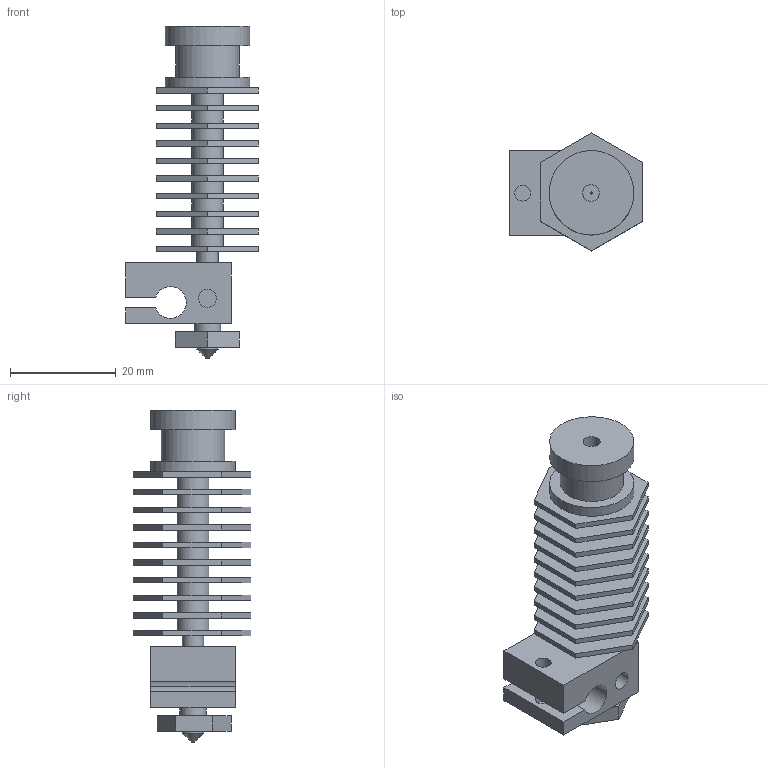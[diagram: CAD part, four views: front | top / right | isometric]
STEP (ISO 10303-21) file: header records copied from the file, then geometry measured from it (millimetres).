
FILE_DESCRIPTION(('FreeCAD Model'),'2;1');
FILE_NAME('hotend-3d-printer.step', '2015-07-08T21:52:08',('Author'),(''), 'Open CASCADE STEP processor 6.8','FreeCAD','Unknown');
FILE_SCHEMA(('AUTOMOTIVE_DESIGN_CC2 { 1 2 10303 214 -1 1 5 4 }'));
Length unit declared in the file: millimetre
Products named in the file (1): Pocket005
Bounding box: 25.16 x 22.3 x 62.8 mm (x, y, z)
Volume: 8818.9 mm3; surface area: 10323.1 mm2
Topology: 1 solids, 1 shells, 129 faces, 289 edges, 193 vertices
Faces by surface type: plane 106, cylinder 22, cone 1
Full cylindrical faces by diameter (mm): 0.4 x1, 3 x2, 3.2 x1, 3.4 x1, 4 x2, 5 x1, 6 x9, 12 x1, 16 x2
Entity records: 7404 total; most frequent: CARTESIAN_POINT 1328, DIRECTION 1146, LINE 766, VECTOR 766, ORIENTED_EDGE 578, PCURVE 578, DEFINITIONAL_REPRESENTATION 578, EDGE_CURVE 289
